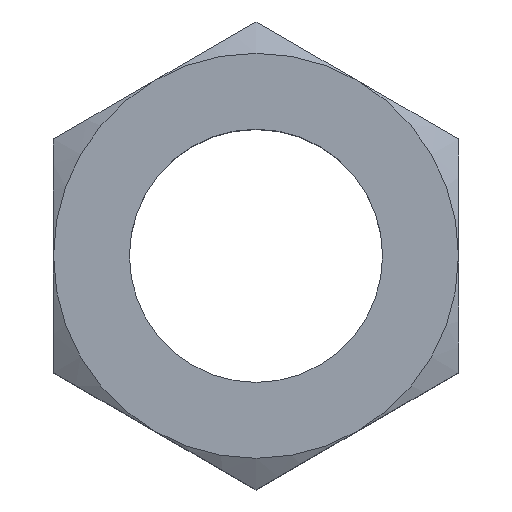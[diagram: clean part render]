
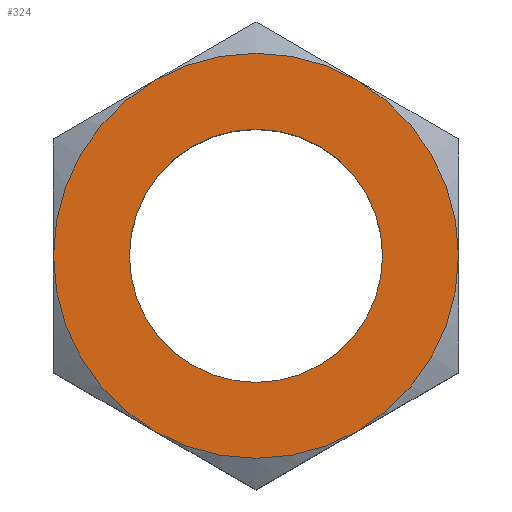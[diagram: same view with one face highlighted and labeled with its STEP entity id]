
A CAD part, top view. The second image highlights one B-rep face of the part: STEP entity #324.
In plain terms, the highlighted planar face has unit normal (0, 0, 1).
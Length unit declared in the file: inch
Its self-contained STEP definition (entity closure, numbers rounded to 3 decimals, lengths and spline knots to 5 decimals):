
#3 = CARTESIAN_POINT ( 'NONE',  ( -0.07874, -0.13638, 0.07874 ) ) ;
#43 = DIRECTION ( 'NONE',  ( 1., 0., 0. ) ) ;
#45 = DIRECTION ( 'NONE',  ( 0., 0., 1. ) ) ;
#48 = DIRECTION ( 'NONE',  ( 0., 0., 1. ) ) ;
#50 = CARTESIAN_POINT ( 'NONE',  ( 0., 0., 0.07874 ) ) ;
#76 = ORIENTED_EDGE ( 'NONE', *, *, #395, .F. ) ;
#100 = VERTEX_POINT ( 'NONE', #129 ) ;
#102 = AXIS2_PLACEMENT_3D ( 'NONE', #326, #106, #494 ) ;
#106 = DIRECTION ( 'NONE',  ( 0., 0., 1. ) ) ;
#110 = DIRECTION ( 'NONE',  ( 0., 0., 1. ) ) ;
#113 = VERTEX_POINT ( 'NONE', #582 ) ;
#115 = EDGE_LOOP ( 'NONE', ( #76, #176 ) ) ;
#129 = CARTESIAN_POINT ( 'NONE',  ( 0.07874, 0.13638, 0.07874 ) ) ;
#132 = CARTESIAN_POINT ( 'NONE',  ( 0., 0., 0.07874 ) ) ;
#137 = DIRECTION ( 'NONE',  ( 0., 0., 1. ) ) ;
#148 = AXIS2_PLACEMENT_3D ( 'NONE', #132, #467, #416 ) ;
#156 = VERTEX_POINT ( 'NONE', #300 ) ;
#176 = ORIENTED_EDGE ( 'NONE', *, *, #312, .F. ) ;
#200 = CARTESIAN_POINT ( 'NONE',  ( -0.09843, 0., 0.07874 ) ) ;
#202 = CARTESIAN_POINT ( 'NONE',  ( 0.07874, -0.13638, 0.07874 ) ) ;
#205 = DIRECTION ( 'NONE',  ( 0., 0., 1. ) ) ;
#207 = AXIS2_PLACEMENT_3D ( 'NONE', #623, #506, #333 ) ;
#208 = VERTEX_POINT ( 'NONE', #373 ) ;
#213 = CIRCLE ( 'NONE', #102, 0.09843 ) ;
#237 = ORIENTED_EDGE ( 'NONE', *, *, #473, .T. ) ;
#252 = VERTEX_POINT ( 'NONE', #200 ) ;
#254 = CARTESIAN_POINT ( 'NONE',  ( 0., 0., 0.07874 ) ) ;
#267 = AXIS2_PLACEMENT_3D ( 'NONE', #553, #205, #438 ) ;
#270 = ORIENTED_EDGE ( 'NONE', *, *, #412, .T. ) ;
#273 = CARTESIAN_POINT ( 'NONE',  ( 0., 0., 0.07874 ) ) ;
#284 = DIRECTION ( 'NONE',  ( 1., 0., 0. ) ) ;
#300 = CARTESIAN_POINT ( 'NONE',  ( 0.09843, 0., 0.07874 ) ) ;
#309 = VERTEX_POINT ( 'NONE', #202 ) ;
#312 = EDGE_CURVE ( 'NONE', #156, #252, #706, .T. ) ;
#323 = AXIS2_PLACEMENT_3D ( 'NONE', #254, #137, #645 ) ;
#324 = ADVANCED_FACE ( 'NONE', ( #612, #440 ), #722, .T. ) ;
#326 = CARTESIAN_POINT ( 'NONE',  ( 0., 0., 0.07874 ) ) ;
#333 = DIRECTION ( 'NONE',  ( 1., 0., 0. ) ) ;
#373 = CARTESIAN_POINT ( 'NONE',  ( 0.15748, 0., 0.07874 ) ) ;
#378 = AXIS2_PLACEMENT_3D ( 'NONE', #50, #110, #400 ) ;
#384 = CARTESIAN_POINT ( 'NONE',  ( 0., 0., 0.07874 ) ) ;
#385 = CIRCLE ( 'NONE', #267, 0.15748 ) ;
#391 = DIRECTION ( 'NONE',  ( 0., 0., 1. ) ) ;
#395 = EDGE_CURVE ( 'NONE', #252, #156, #213, .T. ) ;
#400 = DIRECTION ( 'NONE',  ( 1., 0., 0. ) ) ;
#412 = EDGE_CURVE ( 'NONE', #587, #309, #385, .T. ) ;
#416 = DIRECTION ( 'NONE',  ( 1., 0., 0. ) ) ;
#428 = EDGE_CURVE ( 'NONE', #504, #113, #570, .T. ) ;
#438 = DIRECTION ( 'NONE',  ( 1., 0., 0. ) ) ;
#439 = DIRECTION ( 'NONE',  ( 1., 0., 0. ) ) ;
#440 = FACE_OUTER_BOUND ( 'NONE', #699, .T. ) ;
#460 = ORIENTED_EDGE ( 'NONE', *, *, #428, .T. ) ;
#467 = DIRECTION ( 'NONE',  ( 0., 0., 1. ) ) ;
#468 = AXIS2_PLACEMENT_3D ( 'NONE', #668, #45, #43 ) ;
#473 = EDGE_CURVE ( 'NONE', #309, #208, #524, .T. ) ;
#494 = DIRECTION ( 'NONE',  ( 1., 0., 0. ) ) ;
#504 = VERTEX_POINT ( 'NONE', #680 ) ;
#506 = DIRECTION ( 'NONE',  ( 0., 0., 1. ) ) ;
#523 = AXIS2_PLACEMENT_3D ( 'NONE', #384, #48, #439 ) ;
#524 = CIRCLE ( 'NONE', #610, 0.15748 ) ;
#529 = EDGE_CURVE ( 'NONE', #208, #100, #542, .T. ) ;
#542 = CIRCLE ( 'NONE', #378, 0.15748 ) ;
#553 = CARTESIAN_POINT ( 'NONE',  ( 0., 0., 0.07874 ) ) ;
#570 = CIRCLE ( 'NONE', #207, 0.15748 ) ;
#582 = CARTESIAN_POINT ( 'NONE',  ( -0.15748, 0., 0.07874 ) ) ;
#587 = VERTEX_POINT ( 'NONE', #3 ) ;
#610 = AXIS2_PLACEMENT_3D ( 'NONE', #273, #391, #284 ) ;
#612 = FACE_BOUND ( 'NONE', #115, .T. ) ;
#615 = ORIENTED_EDGE ( 'NONE', *, *, #672, .T. ) ;
#619 = CIRCLE ( 'NONE', #323, 0.15748 ) ;
#623 = CARTESIAN_POINT ( 'NONE',  ( 0., 0., 0.07874 ) ) ;
#645 = DIRECTION ( 'NONE',  ( 1., 0., 0. ) ) ;
#660 = CIRCLE ( 'NONE', #148, 0.15748 ) ;
#668 = CARTESIAN_POINT ( 'NONE',  ( 0., 0., 0.07874 ) ) ;
#672 = EDGE_CURVE ( 'NONE', #113, #587, #619, .T. ) ;
#680 = CARTESIAN_POINT ( 'NONE',  ( -0.07874, 0.13638, 0.07874 ) ) ;
#698 = EDGE_CURVE ( 'NONE', #100, #504, #660, .T. ) ;
#699 = EDGE_LOOP ( 'NONE', ( #237, #725, #731, #460, #615, #270 ) ) ;
#706 = CIRCLE ( 'NONE', #523, 0.09843 ) ;
#722 = PLANE ( 'NONE',  #468 ) ;
#725 = ORIENTED_EDGE ( 'NONE', *, *, #529, .T. ) ;
#731 = ORIENTED_EDGE ( 'NONE', *, *, #698, .T. ) ;
